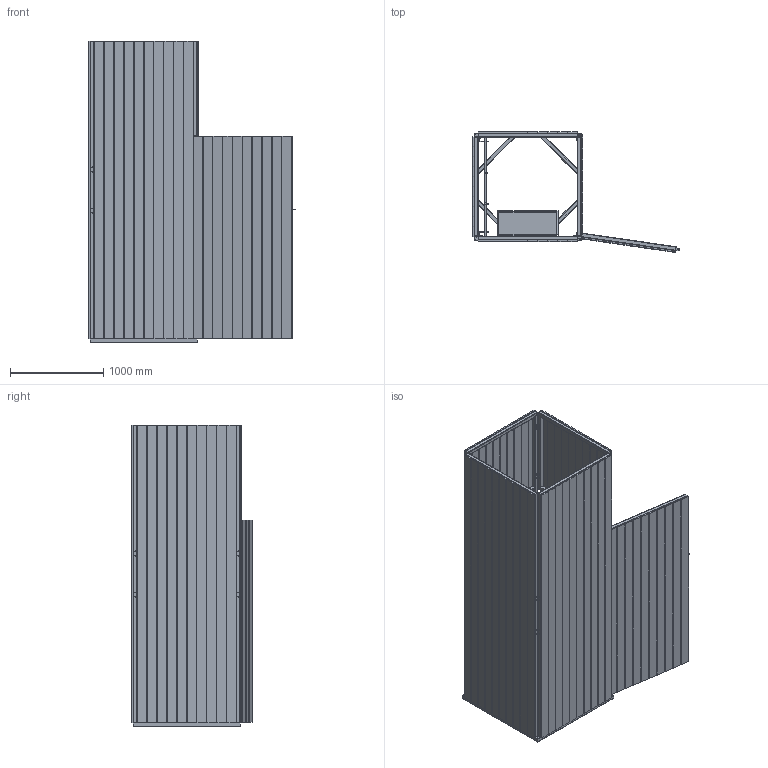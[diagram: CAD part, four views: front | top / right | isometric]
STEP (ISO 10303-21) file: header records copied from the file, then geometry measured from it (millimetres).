
FILE_DESCRIPTION(('FreeCAD Model'),'2;1');
FILE_NAME('Open CASCADE Shape Model','2025-04-30T21:28:46',('FreeCAD'),( 'FreeCAD'),'Open CASCADE STEP processor 7.6','FreeCAD','Unknown');
FILE_SCHEMA(('AUTOMOTIVE_DESIGN { 1 0 10303 214 1 1 1 1 }'));
Products named in the file (1): Open CASCADE STEP translator 7.6 1
Bounding box: 2209.5 x 1288.8 x 3222.23 mm (x, y, z)
Volume: 220408201.9 mm3; surface area: 46075238.4 mm2
Topology: 257 solids, 257 shells, 4681 faces, 11071 edges, 7183 vertices
Faces by surface type: bspline 4681
Entity records: 189708 total; most frequent: CARTESIAN_POINT 122785, ORIENTED_EDGE 22114, EDGE_CURVE 11057, B_SPLINE_CURVE_WITH_KNOTS 7426, VERTEX_POINT 7179, FACE_BOUND 5650, EDGE_LOOP 5650, ADVANCED_FACE 4681
